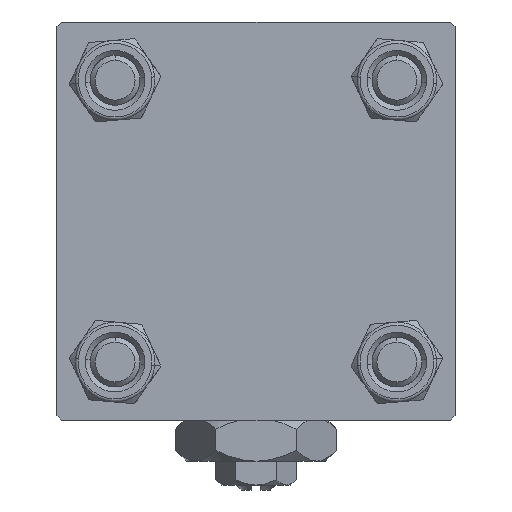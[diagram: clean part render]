
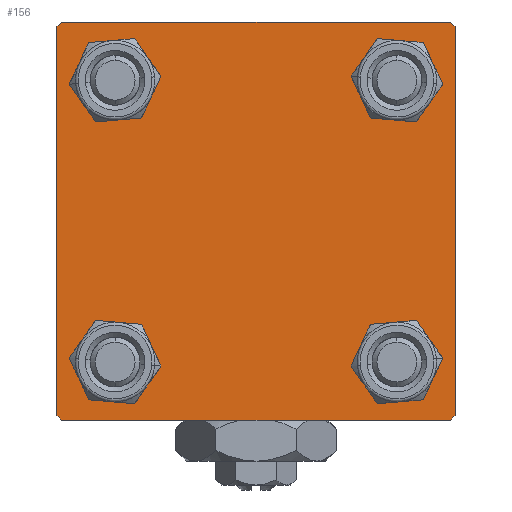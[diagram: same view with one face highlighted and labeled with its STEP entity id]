
A CAD part, left-side view. The second image highlights one B-rep face of the part: STEP entity #156.
In plain terms, the highlighted planar face has unit normal (-1, 0, 0).
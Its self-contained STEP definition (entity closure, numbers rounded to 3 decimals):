
#156 = ADVANCED_FACE ( 'NONE', ( #3102, #16773, #6978, #11745, #47137 ), #6685, .T. ) ;
#481 = DIRECTION ( 'NONE',  ( 0., -1., 0. ) ) ;
#511 = ORIENTED_EDGE ( 'NONE', *, *, #18807, .T. ) ;
#1815 = VERTEX_POINT ( 'NONE', #34784 ) ;
#2288 = VECTOR ( 'NONE', #34398, 1000. ) ;
#2374 = EDGE_CURVE ( 'NONE', #6093, #20704, #47767, .T. ) ;
#2818 = CARTESIAN_POINT ( 'NONE',  ( 0., 0., 0. ) ) ;
#3102 = FACE_BOUND ( 'NONE', #47040, .T. ) ;
#3133 = CARTESIAN_POINT ( 'NONE',  ( 0., -14.15, -14.15 ) ) ;
#4627 = EDGE_CURVE ( 'NONE', #43222, #8468, #21133, .T. ) ;
#4840 = VERTEX_POINT ( 'NONE', #35606 ) ;
#4992 = LINE ( 'NONE', #23992, #12215 ) ;
#6079 = EDGE_CURVE ( 'NONE', #58292, #16028, #23259, .T. ) ;
#6093 = VERTEX_POINT ( 'NONE', #40816 ) ;
#6587 = CARTESIAN_POINT ( 'NONE',  ( 0., 19.5, -20. ) ) ;
#6685 = PLANE ( 'NONE',  #8799 ) ;
#6926 = DIRECTION ( 'NONE',  ( 0., 0., 1. ) ) ;
#6978 = FACE_BOUND ( 'NONE', #18758, .T. ) ;
#7504 = CARTESIAN_POINT ( 'NONE',  ( 0., -19.5, 20. ) ) ;
#8090 = CARTESIAN_POINT ( 'NONE',  ( 0., 20., 20. ) ) ;
#8362 = AXIS2_PLACEMENT_3D ( 'NONE', #39966, #58157, #40840 ) ;
#8439 = LINE ( 'NONE', #34598, #38860 ) ;
#8468 = VERTEX_POINT ( 'NONE', #26114 ) ;
#8799 = AXIS2_PLACEMENT_3D ( 'NONE', #2818, #21228, #28970 ) ;
#9003 = ORIENTED_EDGE ( 'NONE', *, *, #4627, .T. ) ;
#9475 = DIRECTION ( 'NONE',  ( 0., 0.707, -0.707 ) ) ;
#10468 = VERTEX_POINT ( 'NONE', #19013 ) ;
#10479 = AXIS2_PLACEMENT_3D ( 'NONE', #30103, #11119, #11706 ) ;
#11119 = DIRECTION ( 'NONE',  ( 1., 0., 0. ) ) ;
#11706 = DIRECTION ( 'NONE',  ( 0., 0., 1. ) ) ;
#11745 = FACE_BOUND ( 'NONE', #46744, .T. ) ;
#11824 = CARTESIAN_POINT ( 'NONE',  ( 0., -19.75, 19.75 ) ) ;
#11922 = CARTESIAN_POINT ( 'NONE',  ( 0., -14.15, 17.15 ) ) ;
#12093 = CARTESIAN_POINT ( 'NONE',  ( 0., -14.15, -11.15 ) ) ;
#12215 = VECTOR ( 'NONE', #9475, 1000. ) ;
#13404 = CIRCLE ( 'NONE', #27641, 3. ) ;
#13994 = VERTEX_POINT ( 'NONE', #47990 ) ;
#14973 = AXIS2_PLACEMENT_3D ( 'NONE', #28103, #23349, #41205 ) ;
#15358 = AXIS2_PLACEMENT_3D ( 'NONE', #3133, #36116, #16800 ) ;
#16028 = VERTEX_POINT ( 'NONE', #32280 ) ;
#16773 = FACE_BOUND ( 'NONE', #39572, .T. ) ;
#16800 = DIRECTION ( 'NONE',  ( 0., 0., 1. ) ) ;
#16908 = CIRCLE ( 'NONE', #8362, 3. ) ;
#17739 = CARTESIAN_POINT ( 'NONE',  ( 0., 20., 20. ) ) ;
#18411 = CARTESIAN_POINT ( 'NONE',  ( 0., 14.15, -14.15 ) ) ;
#18701 = LINE ( 'NONE', #46372, #41920 ) ;
#18758 = EDGE_LOOP ( 'NONE', ( #38688, #9003 ) ) ;
#18807 = EDGE_CURVE ( 'NONE', #20704, #6093, #41546, .T. ) ;
#19013 = CARTESIAN_POINT ( 'NONE',  ( 0., -20., -19.5 ) ) ;
#19157 = EDGE_CURVE ( 'NONE', #8468, #43222, #16908, .T. ) ;
#20229 = DIRECTION ( 'NONE',  ( 1., 0., 0. ) ) ;
#20393 = LINE ( 'NONE', #34068, #50936 ) ;
#20704 = VERTEX_POINT ( 'NONE', #12093 ) ;
#21133 = CIRCLE ( 'NONE', #57268, 3. ) ;
#21135 = ORIENTED_EDGE ( 'NONE', *, *, #24166, .T. ) ;
#21228 = DIRECTION ( 'NONE',  ( -1., 0., 0. ) ) ;
#21266 = CIRCLE ( 'NONE', #53608, 3. ) ;
#21526 = CARTESIAN_POINT ( 'NONE',  ( 0., 14.15, 17.15 ) ) ;
#21719 = CARTESIAN_POINT ( 'NONE',  ( 0., 14.15, -17.15 ) ) ;
#23259 = LINE ( 'NONE', #32469, #37489 ) ;
#23349 = DIRECTION ( 'NONE',  ( 1., 0., 0. ) ) ;
#23555 = ORIENTED_EDGE ( 'NONE', *, *, #38013, .F. ) ;
#23707 = EDGE_CURVE ( 'NONE', #16028, #10468, #8439, .T. ) ;
#23992 = CARTESIAN_POINT ( 'NONE',  ( 0., 19.75, 19.75 ) ) ;
#24166 = EDGE_CURVE ( 'NONE', #43510, #1815, #4992, .T. ) ;
#25218 = CARTESIAN_POINT ( 'NONE',  ( 0., 19.5, 20. ) ) ;
#25880 = VECTOR ( 'NONE', #481, 1000. ) ;
#26114 = CARTESIAN_POINT ( 'NONE',  ( 0., 14.15, -11.15 ) ) ;
#27641 = AXIS2_PLACEMENT_3D ( 'NONE', #56927, #47085, #6926 ) ;
#28103 = CARTESIAN_POINT ( 'NONE',  ( 0., -14.15, -14.15 ) ) ;
#28116 = CARTESIAN_POINT ( 'NONE',  ( 0., 14.15, 11.15 ) ) ;
#28232 = ORIENTED_EDGE ( 'NONE', *, *, #29885, .T. ) ;
#28507 = DIRECTION ( 'NONE',  ( 1., 0., 0. ) ) ;
#28631 = ORIENTED_EDGE ( 'NONE', *, *, #54190, .T. ) ;
#28970 = DIRECTION ( 'NONE',  ( 0., 0., 1. ) ) ;
#29885 = EDGE_CURVE ( 'NONE', #52834, #38176, #38000, .T. ) ;
#30103 = CARTESIAN_POINT ( 'NONE',  ( 0., 14.15, 14.15 ) ) ;
#30514 = LINE ( 'NONE', #17739, #25880 ) ;
#30699 = DIRECTION ( 'NONE',  ( 0., -0.707, 0.707 ) ) ;
#30947 = LINE ( 'NONE', #8090, #51018 ) ;
#32164 = ORIENTED_EDGE ( 'NONE', *, *, #45702, .T. ) ;
#32280 = CARTESIAN_POINT ( 'NONE',  ( 0., -19.5, -20. ) ) ;
#32469 = CARTESIAN_POINT ( 'NONE',  ( 0., 20., -20. ) ) ;
#32837 = ORIENTED_EDGE ( 'NONE', *, *, #23707, .T. ) ;
#33109 = EDGE_CURVE ( 'NONE', #13994, #55225, #13404, .T. ) ;
#33257 = DIRECTION ( 'NONE',  ( 0., 0., 1. ) ) ;
#33734 = CARTESIAN_POINT ( 'NONE',  ( 0., -14.15, 14.15 ) ) ;
#33798 = EDGE_CURVE ( 'NONE', #42098, #10468, #18701, .T. ) ;
#34068 = CARTESIAN_POINT ( 'NONE',  ( 0., 19.75, -19.75 ) ) ;
#34398 = DIRECTION ( 'NONE',  ( 0., 0.707, 0.707 ) ) ;
#34598 = CARTESIAN_POINT ( 'NONE',  ( 0., -19.75, -19.75 ) ) ;
#34784 = CARTESIAN_POINT ( 'NONE',  ( 0., 20., 19.5 ) ) ;
#35447 = CARTESIAN_POINT ( 'NONE',  ( 0., -20., 19.5 ) ) ;
#35606 = CARTESIAN_POINT ( 'NONE',  ( 0., 20., -19.5 ) ) ;
#35821 = CIRCLE ( 'NONE', #37689, 3. ) ;
#36116 = DIRECTION ( 'NONE',  ( 1., 0., 0. ) ) ;
#36429 = VERTEX_POINT ( 'NONE', #7504 ) ;
#36644 = ORIENTED_EDGE ( 'NONE', *, *, #6079, .T. ) ;
#36845 = DIRECTION ( 'NONE',  ( 0., 0., -1. ) ) ;
#37489 = VECTOR ( 'NONE', #50078, 1000. ) ;
#37689 = AXIS2_PLACEMENT_3D ( 'NONE', #42842, #20229, #47313 ) ;
#38000 = CIRCLE ( 'NONE', #10479, 3. ) ;
#38013 = EDGE_CURVE ( 'NONE', #43510, #36429, #30514, .T. ) ;
#38176 = VERTEX_POINT ( 'NONE', #28116 ) ;
#38688 = ORIENTED_EDGE ( 'NONE', *, *, #19157, .T. ) ;
#38860 = VECTOR ( 'NONE', #30699, 1000. ) ;
#39572 = EDGE_LOOP ( 'NONE', ( #511, #48567 ) ) ;
#39966 = CARTESIAN_POINT ( 'NONE',  ( 0., 14.15, -14.15 ) ) ;
#40766 = EDGE_CURVE ( 'NONE', #55225, #13994, #21266, .T. ) ;
#40816 = CARTESIAN_POINT ( 'NONE',  ( 0., -14.15, -17.15 ) ) ;
#40840 = DIRECTION ( 'NONE',  ( 0., 0., 1. ) ) ;
#41205 = DIRECTION ( 'NONE',  ( 0., 0., 1. ) ) ;
#41546 = CIRCLE ( 'NONE', #14973, 3. ) ;
#41920 = VECTOR ( 'NONE', #36845, 1000. ) ;
#42098 = VERTEX_POINT ( 'NONE', #35447 ) ;
#42842 = CARTESIAN_POINT ( 'NONE',  ( 0., 14.15, 14.15 ) ) ;
#43222 = VERTEX_POINT ( 'NONE', #21719 ) ;
#43510 = VERTEX_POINT ( 'NONE', #25218 ) ;
#43787 = DIRECTION ( 'NONE',  ( 0., 0., -1. ) ) ;
#45702 = EDGE_CURVE ( 'NONE', #42098, #36429, #58230, .T. ) ;
#46118 = ORIENTED_EDGE ( 'NONE', *, *, #40766, .T. ) ;
#46372 = CARTESIAN_POINT ( 'NONE',  ( 0., -20., 20. ) ) ;
#46744 = EDGE_LOOP ( 'NONE', ( #28232, #28631 ) ) ;
#47040 = EDGE_LOOP ( 'NONE', ( #46118, #50792 ) ) ;
#47085 = DIRECTION ( 'NONE',  ( 1., 0., 0. ) ) ;
#47137 = FACE_OUTER_BOUND ( 'NONE', #52176, .T. ) ;
#47313 = DIRECTION ( 'NONE',  ( 0., 0., 1. ) ) ;
#47767 = CIRCLE ( 'NONE', #15358, 3. ) ;
#47990 = CARTESIAN_POINT ( 'NONE',  ( 0., -14.15, 11.15 ) ) ;
#48468 = ORIENTED_EDGE ( 'NONE', *, *, #51242, .T. ) ;
#48567 = ORIENTED_EDGE ( 'NONE', *, *, #2374, .T. ) ;
#49337 = ORIENTED_EDGE ( 'NONE', *, *, #53095, .T. ) ;
#50078 = DIRECTION ( 'NONE',  ( 0., -1., 0. ) ) ;
#50792 = ORIENTED_EDGE ( 'NONE', *, *, #33109, .T. ) ;
#50936 = VECTOR ( 'NONE', #52255, 1000. ) ;
#51018 = VECTOR ( 'NONE', #43787, 1000. ) ;
#51242 = EDGE_CURVE ( 'NONE', #4840, #58292, #20393, .T. ) ;
#51923 = DIRECTION ( 'NONE',  ( 1., 0., 0. ) ) ;
#52063 = ORIENTED_EDGE ( 'NONE', *, *, #33798, .F. ) ;
#52176 = EDGE_LOOP ( 'NONE', ( #49337, #48468, #36644, #32837, #52063, #32164, #23555, #21135 ) ) ;
#52255 = DIRECTION ( 'NONE',  ( 0., -0.707, -0.707 ) ) ;
#52834 = VERTEX_POINT ( 'NONE', #21526 ) ;
#53095 = EDGE_CURVE ( 'NONE', #1815, #4840, #30947, .T. ) ;
#53608 = AXIS2_PLACEMENT_3D ( 'NONE', #33734, #51923, #56398 ) ;
#54190 = EDGE_CURVE ( 'NONE', #38176, #52834, #35821, .T. ) ;
#55225 = VERTEX_POINT ( 'NONE', #11922 ) ;
#56398 = DIRECTION ( 'NONE',  ( 0., 0., 1. ) ) ;
#56927 = CARTESIAN_POINT ( 'NONE',  ( 0., -14.15, 14.15 ) ) ;
#57268 = AXIS2_PLACEMENT_3D ( 'NONE', #18411, #28507, #33257 ) ;
#58157 = DIRECTION ( 'NONE',  ( 1., 0., 0. ) ) ;
#58230 = LINE ( 'NONE', #11824, #2288 ) ;
#58292 = VERTEX_POINT ( 'NONE', #6587 ) ;
